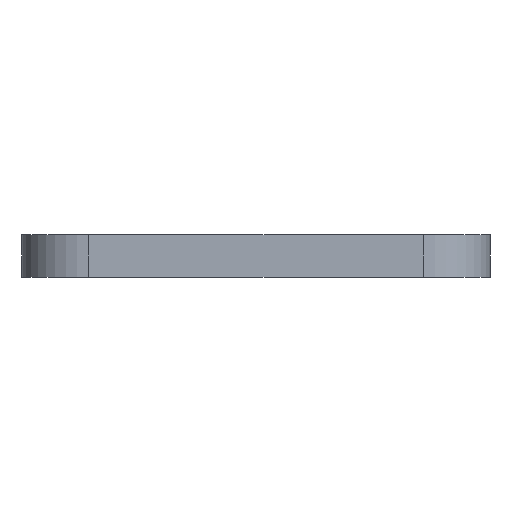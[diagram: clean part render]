
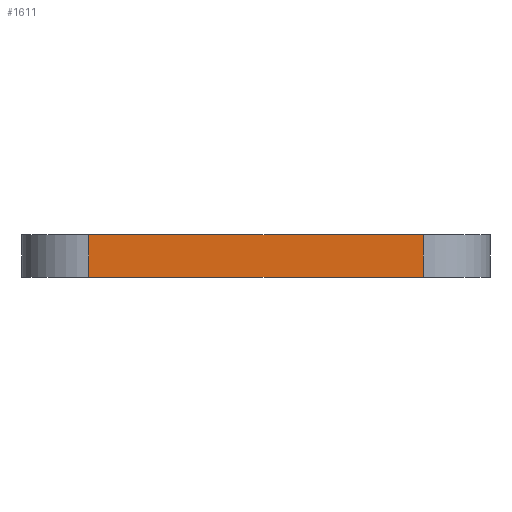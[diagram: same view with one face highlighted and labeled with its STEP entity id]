
A CAD part, left-side view. The second image highlights one B-rep face of the part: STEP entity #1611.
In plain terms, the highlighted planar face has unit normal (-1, 0, 0).
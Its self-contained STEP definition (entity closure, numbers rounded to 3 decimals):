
#83 = PLANE('',#84);
#84 = AXIS2_PLACEMENT_3D('',#85,#86,#87);
#85 = CARTESIAN_POINT('',(148.501,-105.004,1.6));
#86 = DIRECTION('',(-0.,-0.,-1.));
#87 = DIRECTION('',(-1.,0.,0.));
#137 = PLANE('',#138);
#138 = AXIS2_PLACEMENT_3D('',#139,#140,#141);
#139 = CARTESIAN_POINT('',(148.501,-105.004,0.));
#140 = DIRECTION('',(-0.,-0.,-1.));
#141 = DIRECTION('',(-1.,0.,0.));
#350 = VERTEX_POINT('',#351);
#351 = CARTESIAN_POINT('',(135.801,-111.354,0.));
#370 = CYLINDRICAL_SURFACE('',#371,2.54);
#371 = AXIS2_PLACEMENT_3D('',#372,#373,#374);
#372 = CARTESIAN_POINT('',(138.341,-111.354,0.));
#373 = DIRECTION('',(-0.,-0.,-1.));
#374 = DIRECTION('',(1.,0.,-0.));
#382 = EDGE_CURVE('',#350,#383,#385,.T.);
#383 = VERTEX_POINT('',#384);
#384 = CARTESIAN_POINT('',(135.801,-98.654,0.));
#385 = SURFACE_CURVE('',#386,(#390,#397),.PCURVE_S1.);
#386 = LINE('',#387,#388);
#387 = CARTESIAN_POINT('',(135.801,-111.354,0.));
#388 = VECTOR('',#389,1.);
#389 = DIRECTION('',(0.,1.,0.));
#390 = PCURVE('',#137,#391);
#391 = DEFINITIONAL_REPRESENTATION('',(#392),#396);
#392 = LINE('',#393,#394);
#393 = CARTESIAN_POINT('',(12.7,-6.35));
#394 = VECTOR('',#395,1.);
#395 = DIRECTION('',(0.,1.));
#396 = ( GEOMETRIC_REPRESENTATION_CONTEXT(2) 
PARAMETRIC_REPRESENTATION_CONTEXT() REPRESENTATION_CONTEXT('2D SPACE',''
  ) );
#397 = PCURVE('',#398,#403);
#398 = PLANE('',#399);
#399 = AXIS2_PLACEMENT_3D('',#400,#401,#402);
#400 = CARTESIAN_POINT('',(135.801,-111.354,0.));
#401 = DIRECTION('',(-1.,0.,0.));
#402 = DIRECTION('',(0.,1.,0.));
#403 = DEFINITIONAL_REPRESENTATION('',(#404),#408);
#404 = LINE('',#405,#406);
#405 = CARTESIAN_POINT('',(0.,0.));
#406 = VECTOR('',#407,1.);
#407 = DIRECTION('',(1.,0.));
#408 = ( GEOMETRIC_REPRESENTATION_CONTEXT(2) 
PARAMETRIC_REPRESENTATION_CONTEXT() REPRESENTATION_CONTEXT('2D SPACE',''
  ) );
#431 = CYLINDRICAL_SURFACE('',#432,2.54);
#432 = AXIS2_PLACEMENT_3D('',#433,#434,#435);
#433 = CARTESIAN_POINT('',(138.341,-98.654,0.));
#434 = DIRECTION('',(-0.,-0.,-1.));
#435 = DIRECTION('',(1.,0.,-0.));
#984 = VERTEX_POINT('',#985);
#985 = CARTESIAN_POINT('',(135.801,-111.354,1.6));
#1011 = EDGE_CURVE('',#984,#1012,#1014,.T.);
#1012 = VERTEX_POINT('',#1013);
#1013 = CARTESIAN_POINT('',(135.801,-98.654,1.6));
#1014 = SURFACE_CURVE('',#1015,(#1019,#1026),.PCURVE_S1.);
#1015 = LINE('',#1016,#1017);
#1016 = CARTESIAN_POINT('',(135.801,-111.354,1.6));
#1017 = VECTOR('',#1018,1.);
#1018 = DIRECTION('',(0.,1.,0.));
#1019 = PCURVE('',#83,#1020);
#1020 = DEFINITIONAL_REPRESENTATION('',(#1021),#1025);
#1021 = LINE('',#1022,#1023);
#1022 = CARTESIAN_POINT('',(12.7,-6.35));
#1023 = VECTOR('',#1024,1.);
#1024 = DIRECTION('',(0.,1.));
#1025 = ( GEOMETRIC_REPRESENTATION_CONTEXT(2) 
PARAMETRIC_REPRESENTATION_CONTEXT() REPRESENTATION_CONTEXT('2D SPACE',''
  ) );
#1026 = PCURVE('',#398,#1027);
#1027 = DEFINITIONAL_REPRESENTATION('',(#1028),#1032);
#1028 = LINE('',#1029,#1030);
#1029 = CARTESIAN_POINT('',(0.,-1.6));
#1030 = VECTOR('',#1031,1.);
#1031 = DIRECTION('',(1.,0.));
#1032 = ( GEOMETRIC_REPRESENTATION_CONTEXT(2) 
PARAMETRIC_REPRESENTATION_CONTEXT() REPRESENTATION_CONTEXT('2D SPACE',''
  ) );
#1563 = EDGE_CURVE('',#383,#1012,#1564,.T.);
#1564 = SURFACE_CURVE('',#1565,(#1569,#1576),.PCURVE_S1.);
#1565 = LINE('',#1566,#1567);
#1566 = CARTESIAN_POINT('',(135.801,-98.654,0.));
#1567 = VECTOR('',#1568,1.);
#1568 = DIRECTION('',(0.,0.,1.));
#1569 = PCURVE('',#431,#1570);
#1570 = DEFINITIONAL_REPRESENTATION('',(#1571),#1575);
#1571 = LINE('',#1572,#1573);
#1572 = CARTESIAN_POINT('',(-3.141,0.));
#1573 = VECTOR('',#1574,1.);
#1574 = DIRECTION('',(-0.,-1.));
#1575 = ( GEOMETRIC_REPRESENTATION_CONTEXT(2) 
PARAMETRIC_REPRESENTATION_CONTEXT() REPRESENTATION_CONTEXT('2D SPACE',''
  ) );
#1576 = PCURVE('',#398,#1577);
#1577 = DEFINITIONAL_REPRESENTATION('',(#1578),#1582);
#1578 = LINE('',#1579,#1580);
#1579 = CARTESIAN_POINT('',(12.7,0.));
#1580 = VECTOR('',#1581,1.);
#1581 = DIRECTION('',(0.,-1.));
#1582 = ( GEOMETRIC_REPRESENTATION_CONTEXT(2) 
PARAMETRIC_REPRESENTATION_CONTEXT() REPRESENTATION_CONTEXT('2D SPACE',''
  ) );
#1588 = EDGE_CURVE('',#350,#984,#1589,.T.);
#1589 = SURFACE_CURVE('',#1590,(#1594,#1601),.PCURVE_S1.);
#1590 = LINE('',#1591,#1592);
#1591 = CARTESIAN_POINT('',(135.801,-111.354,0.));
#1592 = VECTOR('',#1593,1.);
#1593 = DIRECTION('',(0.,0.,1.));
#1594 = PCURVE('',#370,#1595);
#1595 = DEFINITIONAL_REPRESENTATION('',(#1596),#1600);
#1596 = LINE('',#1597,#1598);
#1597 = CARTESIAN_POINT('',(-3.141,0.));
#1598 = VECTOR('',#1599,1.);
#1599 = DIRECTION('',(-0.,-1.));
#1600 = ( GEOMETRIC_REPRESENTATION_CONTEXT(2) 
PARAMETRIC_REPRESENTATION_CONTEXT() REPRESENTATION_CONTEXT('2D SPACE',''
  ) );
#1601 = PCURVE('',#398,#1602);
#1602 = DEFINITIONAL_REPRESENTATION('',(#1603),#1607);
#1603 = LINE('',#1604,#1605);
#1604 = CARTESIAN_POINT('',(0.,0.));
#1605 = VECTOR('',#1606,1.);
#1606 = DIRECTION('',(0.,-1.));
#1607 = ( GEOMETRIC_REPRESENTATION_CONTEXT(2) 
PARAMETRIC_REPRESENTATION_CONTEXT() REPRESENTATION_CONTEXT('2D SPACE',''
  ) );
#1611 = ADVANCED_FACE('',(#1612),#398,.T.);
#1612 = FACE_BOUND('',#1613,.T.);
#1613 = EDGE_LOOP('',(#1614,#1615,#1616,#1617));
#1614 = ORIENTED_EDGE('',*,*,#1588,.T.);
#1615 = ORIENTED_EDGE('',*,*,#1011,.T.);
#1616 = ORIENTED_EDGE('',*,*,#1563,.F.);
#1617 = ORIENTED_EDGE('',*,*,#382,.F.);
